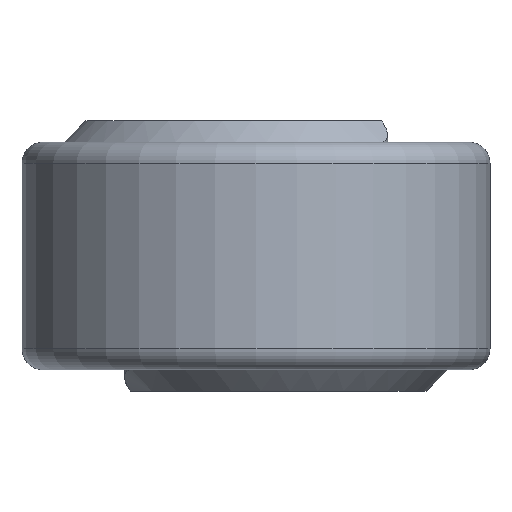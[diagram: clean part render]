
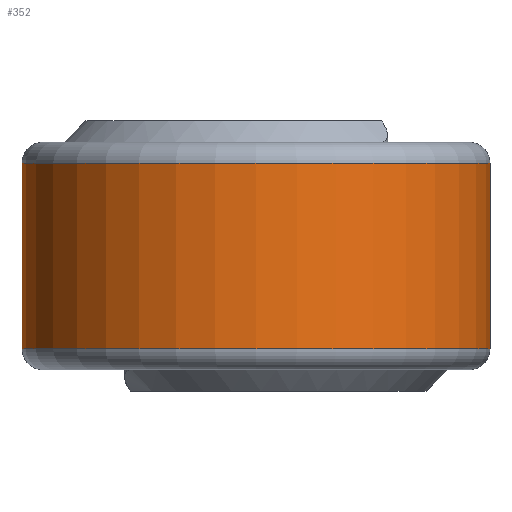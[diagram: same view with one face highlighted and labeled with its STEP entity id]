
A CAD part, front view. The second image highlights one B-rep face of the part: STEP entity #352.
In plain terms, the highlighted cylindrical face has radius 5.5 mm (diameter 11 mm), a partial arc.
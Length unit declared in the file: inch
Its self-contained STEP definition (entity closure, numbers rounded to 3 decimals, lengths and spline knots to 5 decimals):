
#31 = EDGE_CURVE ( 'NONE', #748, #1102, #975, .T. ) ;
#49 = EDGE_CURVE ( 'NONE', #294, #748, #961, .T. ) ;
#52 = EDGE_CURVE ( 'NONE', #688, #1102, #956, .T. ) ;
#79 = ORIENTED_EDGE ( 'NONE', *, *, #139, .T. ) ;
#83 = CARTESIAN_POINT ( 'NONE',  ( 0., 0., -0.08563 ) ) ;
#139 = EDGE_CURVE ( 'NONE', #688, #294, #907, .T. ) ;
#153 = DIRECTION ( 'NONE',  ( 1., 0., 0. ) ) ;
#196 = AXIS2_PLACEMENT_3D ( 'NONE', #230, #903, #334 ) ;
#211 = CARTESIAN_POINT ( 'NONE',  ( 0.21654, 0., 0.10531 ) ) ;
#217 = ORIENTED_EDGE ( 'NONE', *, *, #52, .F. ) ;
#230 = CARTESIAN_POINT ( 'NONE',  ( 0., 0., 0.08563 ) ) ;
#294 = VERTEX_POINT ( 'NONE', #661 ) ;
#296 = DIRECTION ( 'NONE',  ( 0., 0., -1. ) ) ;
#334 = DIRECTION ( 'NONE',  ( 1., 0., 0. ) ) ;
#352 = ADVANCED_FACE ( 'NONE', ( #730 ), #726, .T. ) ;
#403 = DIRECTION ( 'NONE',  ( 0., 0., 1. ) ) ;
#407 = AXIS2_PLACEMENT_3D ( 'NONE', #83, #403, #153 ) ;
#661 = CARTESIAN_POINT ( 'NONE',  ( -0.21654, 0., 0.08563 ) ) ;
#688 = VERTEX_POINT ( 'NONE', #1044 ) ;
#726 = CYLINDRICAL_SURFACE ( 'NONE', #1053, 0.21654 ) ;
#730 = FACE_OUTER_BOUND ( 'NONE', #1077, .T. ) ;
#748 = VERTEX_POINT ( 'NONE', #934 ) ;
#769 = CARTESIAN_POINT ( 'NONE',  ( -0.21654, 0., 0.10531 ) ) ;
#815 = ORIENTED_EDGE ( 'NONE', *, *, #31, .T. ) ;
#882 = DIRECTION ( 'NONE',  ( 0., 0., -1. ) ) ;
#903 = DIRECTION ( 'NONE',  ( 0., 0., -1. ) ) ;
#907 = CIRCLE ( 'NONE', #196, 0.21654 ) ;
#934 = CARTESIAN_POINT ( 'NONE',  ( -0.21654, 0., -0.08563 ) ) ;
#954 = VECTOR ( 'NONE', #882, 39.37008 ) ;
#955 = CARTESIAN_POINT ( 'NONE',  ( 0.21654, 0., -0.08563 ) ) ;
#956 = LINE ( 'NONE', #211, #954 ) ;
#958 = VECTOR ( 'NONE', #296, 39.37008 ) ;
#961 = LINE ( 'NONE', #769, #958 ) ;
#975 = CIRCLE ( 'NONE', #407, 0.21654 ) ;
#976 = CARTESIAN_POINT ( 'NONE',  ( 0., 0., 0.10531 ) ) ;
#982 = DIRECTION ( 'NONE',  ( 0., 0., -1. ) ) ;
#1044 = CARTESIAN_POINT ( 'NONE',  ( 0.21654, 0., 0.08563 ) ) ;
#1053 = AXIS2_PLACEMENT_3D ( 'NONE', #976, #982, #1117 ) ;
#1077 = EDGE_LOOP ( 'NONE', ( #217, #79, #1168, #815 ) ) ;
#1102 = VERTEX_POINT ( 'NONE', #955 ) ;
#1117 = DIRECTION ( 'NONE',  ( -1., 0., 0. ) ) ;
#1168 = ORIENTED_EDGE ( 'NONE', *, *, #49, .T. ) ;
